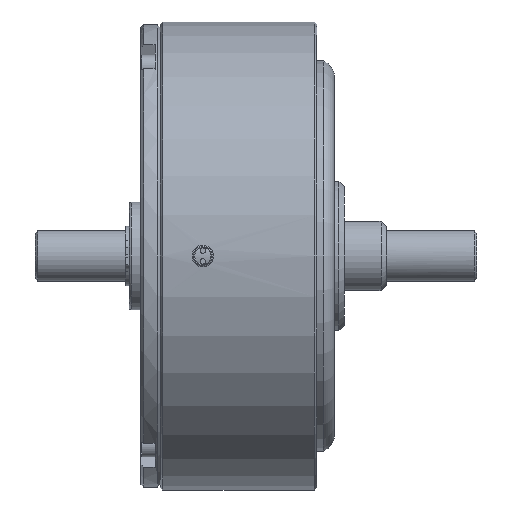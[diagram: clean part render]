
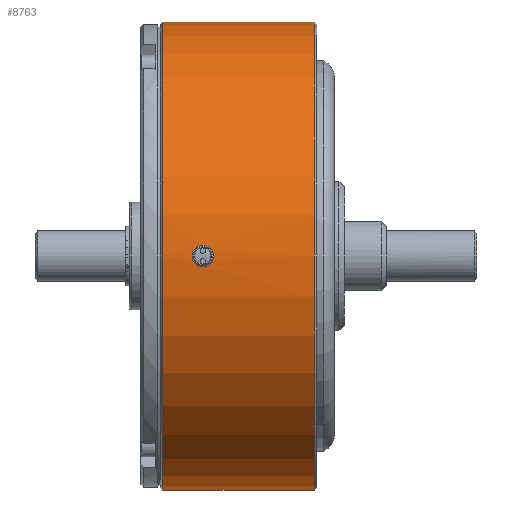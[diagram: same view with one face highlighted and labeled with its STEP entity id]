
A CAD part, front view. The second image highlights one B-rep face of the part: STEP entity #8763.
In plain terms, the highlighted cylindrical face has radius 69.647 mm (diameter 139.294 mm), a partial arc.
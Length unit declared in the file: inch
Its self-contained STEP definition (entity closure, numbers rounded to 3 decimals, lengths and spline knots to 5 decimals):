
#1360 = DIRECTION ( 'NONE',  ( -1., 0., 0. ) ) ;
#1416 = DIRECTION ( 'NONE',  ( 0., 0., 1. ) ) ;
#1430 = DIRECTION ( 'NONE',  ( 1., 0., 0. ) ) ;
#1441 = CARTESIAN_POINT ( 'NONE',  ( 0.313, 0., 0. ) ) ;
#1768 = CARTESIAN_POINT ( 'NONE',  ( 2.09, 0., -2.742 ) ) ;
#1974 = EDGE_CURVE ( 'NONE', #10476, #8962, #9878, .T. ) ;
#2202 = VERTEX_POINT ( 'NONE', #7056 ) ;
#2292 = AXIS2_PLACEMENT_3D ( 'NONE', #10088, #1360, #5098 ) ;
#2337 = CARTESIAN_POINT ( 'NONE',  ( 0.78287, -2.73906, 0.12697 ) ) ;
#2938 = EDGE_LOOP ( 'NONE', ( #11997, #3989, #5319, #4916 ) ) ;
#3106 = CARTESIAN_POINT ( 'NONE',  ( -0.47063, 0., 2.742 ) ) ;
#3222 = EDGE_CURVE ( 'NONE', #5763, #8962, #8147, .T. ) ;
#3226 = CARTESIAN_POINT ( 'NONE',  ( 0.313, 0., -2.742 ) ) ;
#3344 = DIRECTION ( 'NONE',  ( -1., 0., 0. ) ) ;
#3598 = CARTESIAN_POINT ( 'NONE',  ( 0.313, 0., 2.742 ) ) ;
#3762 = VERTEX_POINT ( 'NONE', #2337 ) ;
#3989 = ORIENTED_EDGE ( 'NONE', *, *, #9987, .T. ) ;
#4888 = VERTEX_POINT ( 'NONE', #9285 ) ;
#4916 = ORIENTED_EDGE ( 'NONE', *, *, #3222, .T. ) ;
#5012 = VECTOR ( 'NONE', #3344, 39.37008 ) ;
#5027 = CARTESIAN_POINT ( 'NONE',  ( -0.47063, 0., 0. ) ) ;
#5054 = LINE ( 'NONE', #3106, #5012 ) ;
#5098 = DIRECTION ( 'NONE',  ( 0., 0., 1. ) ) ;
#5114 = EDGE_CURVE ( 'NONE', #3762, #2202, #5378, .T. ) ;
#5319 = ORIENTED_EDGE ( 'NONE', *, *, #5806, .T. ) ;
#5378 = B_SPLINE_CURVE_WITH_KNOTS ( 'NONE', 3,
 ( #7718, #7722, #7667, #7651, #7643, #7639, #7623, #7605, #7594, #7589, #7578, #7575, #7562, #7550, #7547, #7531, #7525, #7502 ),
 .UNSPECIFIED., .F., .F.,
 ( 4, 2, 2, 2, 2, 2, 2, 2, 4 ),
 ( 0.5, 0.5625, 0.625, 0.6875, 0.75, 0.8125, 0.875, 0.9375, 1. ),
 .UNSPECIFIED. ) ;
#5751 = DIRECTION ( 'NONE',  ( 0., 0., 1. ) ) ;
#5763 = VERTEX_POINT ( 'NONE', #3598 ) ;
#5771 = CIRCLE ( 'NONE', #2292, 2.742 ) ;
#5806 = EDGE_CURVE ( 'NONE', #4888, #5763, #5054, .T. ) ;
#6043 = DIRECTION ( 'NONE',  ( -1., 0., 0. ) ) ;
#6088 = AXIS2_PLACEMENT_3D ( 'NONE', #1441, #1430, #1416 ) ;
#6157 = CARTESIAN_POINT ( 'NONE',  ( 0.78287, -2.73906, 0.12697 ) ) ;
#6170 = AXIS2_PLACEMENT_3D ( 'NONE', #5027, #6043, #5751 ) ;
#6200 = CARTESIAN_POINT ( 'NONE',  ( 0.76628, -2.73906, 0.12696 ) ) ;
#6221 = CARTESIAN_POINT ( 'NONE',  ( 0.75013, -2.73922, 0.1237 ) ) ;
#6230 = CARTESIAN_POINT ( 'NONE',  ( 0.71886, -2.73977, 0.11066 ) ) ;
#6245 = CARTESIAN_POINT ( 'NONE',  ( 0.70518, -2.74015, 0.10151 ) ) ;
#6248 = CARTESIAN_POINT ( 'NONE',  ( 0.68177, -2.74092, 0.07797 ) ) ;
#6264 = CARTESIAN_POINT ( 'NONE',  ( 0.67265, -2.74129, 0.06421 ) ) ;
#6267 = CARTESIAN_POINT ( 'NONE',  ( 0.6597, -2.74185, 0.03281 ) ) ;
#6278 = CARTESIAN_POINT ( 'NONE',  ( 0.65644, -2.742, 0.01657 ) ) ;
#6293 = CARTESIAN_POINT ( 'NONE',  ( 0.65646, -2.742, -0.01668 ) ) ;
#6296 = CARTESIAN_POINT ( 'NONE',  ( 0.65972, -2.74185, -0.0329 ) ) ;
#6309 = CARTESIAN_POINT ( 'NONE',  ( 0.67274, -2.74129, -0.06433 ) ) ;
#6339 = CARTESIAN_POINT ( 'NONE',  ( 0.68185, -2.74091, -0.07808 ) ) ;
#6344 = CARTESIAN_POINT ( 'NONE',  ( 0.70529, -2.74014, -0.1016 ) ) ;
#6359 = CARTESIAN_POINT ( 'NONE',  ( 0.71899, -2.73977, -0.11074 ) ) ;
#6363 = CARTESIAN_POINT ( 'NONE',  ( 0.7503, -2.73921, -0.12373 ) ) ;
#6405 = CARTESIAN_POINT ( 'NONE',  ( 0.783, -2.73906, -0.12697 ) ) ;
#6527 = CARTESIAN_POINT ( 'NONE',  ( 0.76641, -2.73906, -0.12697 ) ) ;
#7056 = CARTESIAN_POINT ( 'NONE',  ( 0.783, -2.73906, -0.12697 ) ) ;
#7405 = ORIENTED_EDGE ( 'NONE', *, *, #11395, .T. ) ;
#7502 = CARTESIAN_POINT ( 'NONE',  ( 0.783, -2.73906, -0.12697 ) ) ;
#7525 = CARTESIAN_POINT ( 'NONE',  ( 0.79957, -2.73906, -0.12697 ) ) ;
#7531 = CARTESIAN_POINT ( 'NONE',  ( 0.81569, -2.73922, -0.12372 ) ) ;
#7547 = CARTESIAN_POINT ( 'NONE',  ( 0.84705, -2.73977, -0.11069 ) ) ;
#7550 = CARTESIAN_POINT ( 'NONE',  ( 0.86076, -2.74014, -0.10155 ) ) ;
#7562 = CARTESIAN_POINT ( 'NONE',  ( 0.88419, -2.74091, -0.07803 ) ) ;
#7575 = CARTESIAN_POINT ( 'NONE',  ( 0.89332, -2.74129, -0.06426 ) ) ;
#7578 = CARTESIAN_POINT ( 'NONE',  ( 0.90629, -2.74185, -0.03281 ) ) ;
#7589 = CARTESIAN_POINT ( 'NONE',  ( 0.90954, -2.742, -0.01661 ) ) ;
#7594 = CARTESIAN_POINT ( 'NONE',  ( 0.90955, -2.742, 0.01666 ) ) ;
#7605 = CARTESIAN_POINT ( 'NONE',  ( 0.90631, -2.74185, 0.03284 ) ) ;
#7623 = CARTESIAN_POINT ( 'NONE',  ( 0.89334, -2.74129, 0.06426 ) ) ;
#7639 = CARTESIAN_POINT ( 'NONE',  ( 0.88423, -2.74092, 0.078 ) ) ;
#7643 = CARTESIAN_POINT ( 'NONE',  ( 0.86081, -2.74015, 0.10149 ) ) ;
#7651 = CARTESIAN_POINT ( 'NONE',  ( 0.84708, -2.73977, 0.11065 ) ) ;
#7667 = CARTESIAN_POINT ( 'NONE',  ( 0.81566, -2.73922, 0.1237 ) ) ;
#7718 = CARTESIAN_POINT ( 'NONE',  ( 0.78287, -2.73906, 0.12697 ) ) ;
#7722 = CARTESIAN_POINT ( 'NONE',  ( 0.79945, -2.73906, 0.12698 ) ) ;
#7882 = EDGE_LOOP ( 'NONE', ( #7405, #8299 ) ) ;
#8147 = CIRCLE ( 'NONE', #6088, 2.742 ) ;
#8299 = ORIENTED_EDGE ( 'NONE', *, *, #5114, .T. ) ;
#8561 = DIRECTION ( 'NONE',  ( -1., 0., 0. ) ) ;
#8590 = CARTESIAN_POINT ( 'NONE',  ( -0.47063, 0., -2.742 ) ) ;
#8763 = ADVANCED_FACE ( 'NONE', ( #8973, #9061 ), #8936, .T. ) ;
#8936 = CYLINDRICAL_SURFACE ( 'NONE', #6170, 2.742 ) ;
#8962 = VERTEX_POINT ( 'NONE', #3226 ) ;
#8973 = FACE_OUTER_BOUND ( 'NONE', #2938, .T. ) ;
#9061 = FACE_BOUND ( 'NONE', #7882, .T. ) ;
#9285 = CARTESIAN_POINT ( 'NONE',  ( 2.09, 0., 2.742 ) ) ;
#9878 = LINE ( 'NONE', #8590, #9927 ) ;
#9927 = VECTOR ( 'NONE', #8561, 39.37008 ) ;
#9987 = EDGE_CURVE ( 'NONE', #10476, #4888, #5771, .T. ) ;
#10088 = CARTESIAN_POINT ( 'NONE',  ( 2.09, 0., 0. ) ) ;
#10220 = B_SPLINE_CURVE_WITH_KNOTS ( 'NONE', 3,
 ( #6405, #6527, #6363, #6359, #6344, #6339, #6309, #6296, #6293, #6278, #6267, #6264, #6248, #6245, #6230, #6221, #6200, #6157 ),
 .UNSPECIFIED., .F., .F.,
 ( 4, 2, 2, 2, 2, 2, 2, 2, 4 ),
 ( 0., 0.0625, 0.125, 0.1875, 0.25, 0.3125, 0.375, 0.4375, 0.5 ),
 .UNSPECIFIED. ) ;
#10476 = VERTEX_POINT ( 'NONE', #1768 ) ;
#11395 = EDGE_CURVE ( 'NONE', #2202, #3762, #10220, .T. ) ;
#11997 = ORIENTED_EDGE ( 'NONE', *, *, #1974, .F. ) ;
